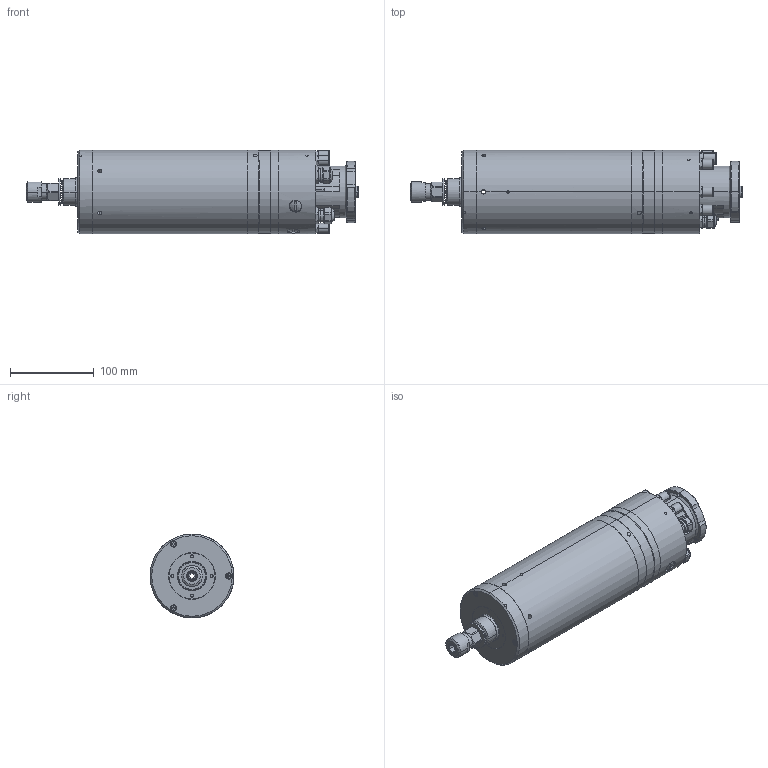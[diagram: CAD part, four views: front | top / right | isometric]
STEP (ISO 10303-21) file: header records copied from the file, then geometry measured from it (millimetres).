
FILE_DESCRIPTION (( 'STEP AP203' ), '1' );
FILE_NAME ('100A3024HK-00-.STEP', '2013-08-05T11:02:46', ( '' ), ( '' ), 'SwSTEP 2.0', 'SolidWorks 2012', '' );
FILE_SCHEMA (( 'CONFIG_CONTROL_DESIGN' ));
Length unit declared in the file: millimetre
Products named in the file (1): 100A3024HK-00-
Bounding box: 395.86 x 100 x 100 mm (x, y, z)
Surface area: 150574.8 mm2 (no closed solid volume)
Topology: 0 solids, 58 shells, 575 faces, 1742 edges, 1229 vertices
Faces by surface type: cylinder 253, plane 208, cone 74, torus 34, sphere 6
Entity records: 21468 total; most frequent: CARTESIAN_POINT 5314, DIRECTION 3681, ORIENTED_EDGE 2833, EDGE_CURVE 1734, AXIS2_PLACEMENT_3D 1480, VERTEX_POINT 1229, CIRCLE 904, EDGE_LOOP 727
